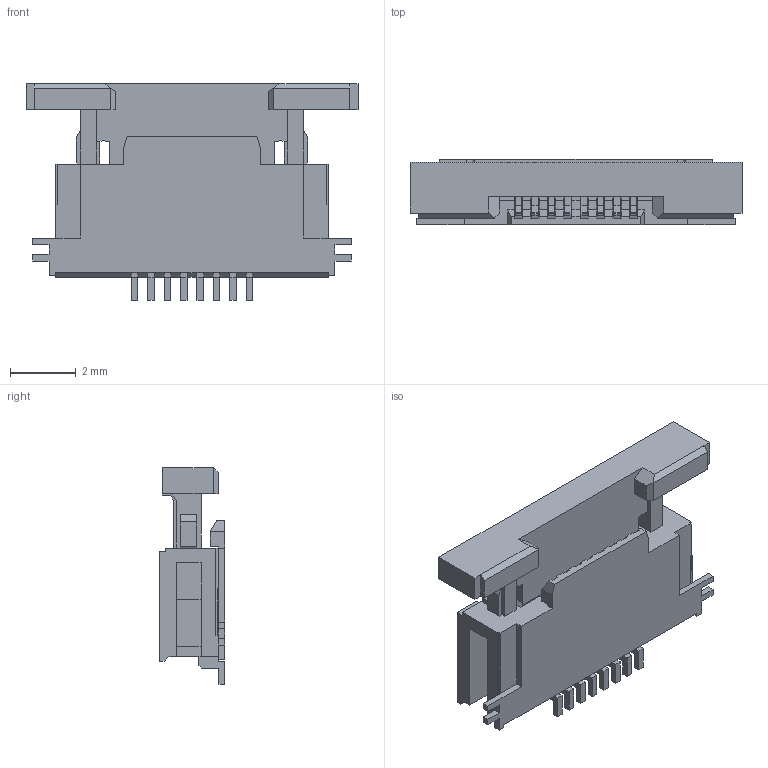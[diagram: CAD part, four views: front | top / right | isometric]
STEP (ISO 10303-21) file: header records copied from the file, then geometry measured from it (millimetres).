
FILE_DESCRIPTION(('STEP AP214'),'1');
FILE_NAME(' ',' ',('TraceParts'),('TraceParts S.A.'),'XStep 1.0',' ',' ');
FILE_SCHEMA(('automotive_design'));
Length unit declared in the file: millimetre
Products named in the file (48): 527460870
Bounding box: 10.1 x 2 x 6.6 mm (x, y, z)
Volume: 52.5 mm3; surface area: 331.4 mm2
Topology: 1 solids, 1 shells, 431 faces, 1388 edges, 968 vertices
Faces by surface type: plane 387, cylinder 44
Entity records: 15869 total; most frequent: CARTESIAN_POINT 2835, ORIENTED_EDGE 2682, DIRECTION 2434, EDGE_CURVE 1341, LINE 1300, VECTOR 1300, VERTEX_POINT 874, AXIS2_PLACEMENT_3D 567
